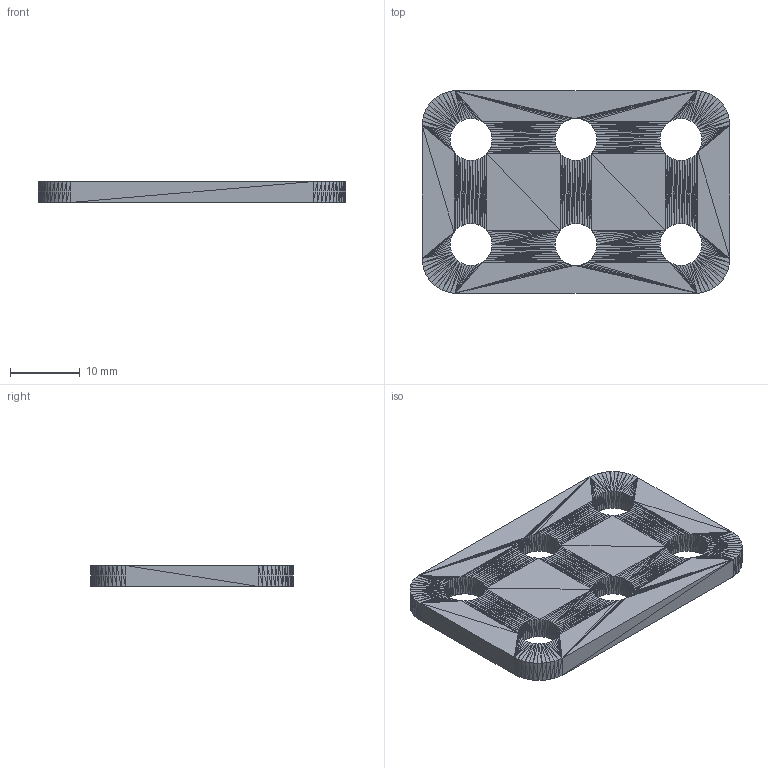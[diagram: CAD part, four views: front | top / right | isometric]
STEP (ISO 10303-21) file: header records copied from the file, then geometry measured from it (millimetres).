
FILE_DESCRIPTION(('FreeCAD Model'),'2;1');
FILE_NAME('Open CASCADE Shape Model','2023-03-15T23:40:58',('FreeCAD'),( 'FreeCAD'),'Open CASCADE STEP processor 7.6','FreeCAD','Unknown');
FILE_SCHEMA(('AUTOMOTIVE_DESIGN { 1 0 10303 214 1 1 1 1 }'));
Products named in the file (1): Open CASCADE STEP translator 7.6 1
Bounding box: 44 x 28.98 x 3 mm (x, y, z)
Volume: 3253.4 mm3; surface area: 2920.2 mm2
Topology: 1 solids, 1 shells, 1428 faces, 2142 edges, 704 vertices
Faces by surface type: plane 1428
Entity records: 55690 total; most frequent: DIRECTION 9284, CARTESIAN_POINT 8559, LINE 6426, VECTOR 6426, ORIENTED_EDGE 4284, PCURVE 4284, DEFINITIONAL_REPRESENTATION 4284, EDGE_CURVE 2142
